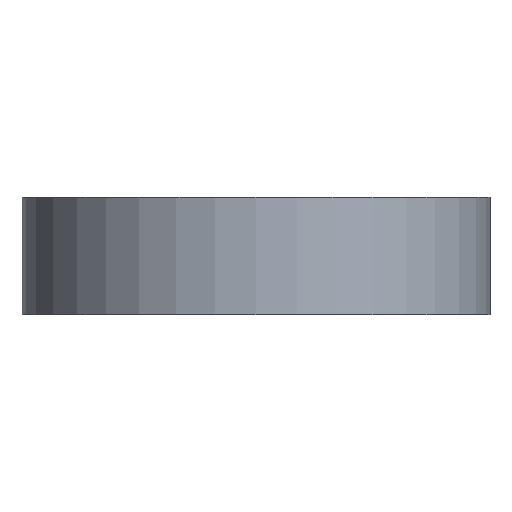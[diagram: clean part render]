
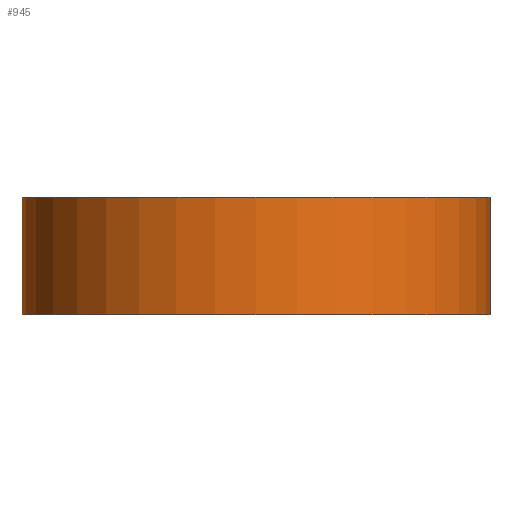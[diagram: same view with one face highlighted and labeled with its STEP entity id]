
A CAD part, front view. The second image highlights one B-rep face of the part: STEP entity #945.
In plain terms, the highlighted cylindrical face has radius 30 mm (diameter 60 mm), a partial arc.
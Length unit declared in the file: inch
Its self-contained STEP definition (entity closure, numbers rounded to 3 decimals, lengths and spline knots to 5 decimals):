
#6 = CARTESIAN_POINT ( 'NONE',  ( -1.1811, 0., 0.59055 ) ) ;
#67 = DIRECTION ( 'NONE',  ( 0., 0., -1. ) ) ;
#116 = ORIENTED_EDGE ( 'NONE', *, *, #718, .F. ) ;
#144 = CARTESIAN_POINT ( 'NONE',  ( 1.1811, 0., 0.59055 ) ) ;
#146 = VERTEX_POINT ( 'NONE', #216 ) ;
#158 = DIRECTION ( 'NONE',  ( -1., 0., 0. ) ) ;
#192 = DIRECTION ( 'NONE',  ( 0., 0., -1. ) ) ;
#206 = CARTESIAN_POINT ( 'NONE',  ( 0., 0., 0.59055 ) ) ;
#216 = CARTESIAN_POINT ( 'NONE',  ( 1.1811, 0., 0. ) ) ;
#231 = ORIENTED_EDGE ( 'NONE', *, *, #414, .T. ) ;
#365 = DIRECTION ( 'NONE',  ( -1., 0., 0. ) ) ;
#400 = CARTESIAN_POINT ( 'NONE',  ( -1.1811, 0., 0. ) ) ;
#406 = VERTEX_POINT ( 'NONE', #144 ) ;
#410 = CARTESIAN_POINT ( 'NONE',  ( 0., 0., 0.59055 ) ) ;
#414 = EDGE_CURVE ( 'NONE', #406, #954, #657, .T. ) ;
#426 = AXIS2_PLACEMENT_3D ( 'NONE', #410, #813, #158 ) ;
#455 = DIRECTION ( 'NONE',  ( -1., 0., 0. ) ) ;
#502 = ORIENTED_EDGE ( 'NONE', *, *, #1008, .T. ) ;
#560 = ORIENTED_EDGE ( 'NONE', *, *, #693, .F. ) ;
#568 = LINE ( 'NONE', #891, #644 ) ;
#570 = CYLINDRICAL_SURFACE ( 'NONE', #426, 1.1811 ) ;
#574 = FACE_OUTER_BOUND ( 'NONE', #819, .T. ) ;
#592 = CARTESIAN_POINT ( 'NONE',  ( 1.1811, 0., 0.59055 ) ) ;
#643 = VECTOR ( 'NONE', #688, 39.37008 ) ;
#644 = VECTOR ( 'NONE', #730, 39.37008 ) ;
#657 = CIRCLE ( 'NONE', #955, 1.1811 ) ;
#688 = DIRECTION ( 'NONE',  ( 0., 0., -1. ) ) ;
#693 = EDGE_CURVE ( 'NONE', #406, #146, #863, .T. ) ;
#718 = EDGE_CURVE ( 'NONE', #146, #733, #969, .T. ) ;
#730 = DIRECTION ( 'NONE',  ( 0., 0., -1. ) ) ;
#733 = VERTEX_POINT ( 'NONE', #400 ) ;
#813 = DIRECTION ( 'NONE',  ( 0., 0., -1. ) ) ;
#819 = EDGE_LOOP ( 'NONE', ( #560, #231, #502, #116 ) ) ;
#849 = CARTESIAN_POINT ( 'NONE',  ( 0., 0., 0. ) ) ;
#863 = LINE ( 'NONE', #592, #643 ) ;
#891 = CARTESIAN_POINT ( 'NONE',  ( -1.1811, 0., 0.59055 ) ) ;
#945 = ADVANCED_FACE ( 'NONE', ( #574 ), #570, .T. ) ;
#954 = VERTEX_POINT ( 'NONE', #6 ) ;
#955 = AXIS2_PLACEMENT_3D ( 'NONE', #206, #67, #455 ) ;
#969 = CIRCLE ( 'NONE', #984, 1.1811 ) ;
#984 = AXIS2_PLACEMENT_3D ( 'NONE', #849, #192, #365 ) ;
#1008 = EDGE_CURVE ( 'NONE', #954, #733, #568, .T. ) ;
